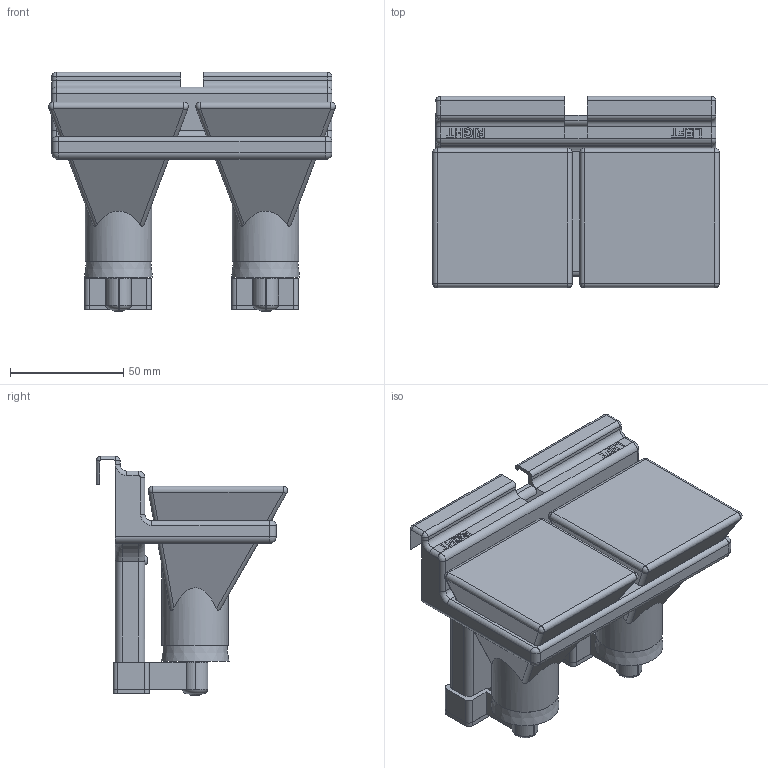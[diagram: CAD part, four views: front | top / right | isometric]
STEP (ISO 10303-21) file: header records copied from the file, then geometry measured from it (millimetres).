
FILE_DESCRIPTION(('HOOPS Exchange Step'),'2;1');
FILE_NAME('temp_export','2022-12-15T16:14:25-05:00',('nick_petersen'),('Shapr3D Limited'),'HOOPS Exchange 2022.1','Shapr3D','Authorized');
FILE_SCHEMA( ('AUTOMOTIVE_DESIGN { 1 0 10303 214 1 1 1 1 }') );
Length unit declared in the file: millimetre
Products named in the file (10): spouts; stoppers; Non-printed components; clips; Text - LEFT/RIGHT; main body; bottles; LIQ HD - Final; LIQ HD - Full model.step; root
Assembly tree (9 placements, depth 5):
  root
    LIQ HD - Full model.step
      LIQ HD - Final
        Non-printed components
          spouts
          stoppers
        clips
        main body
          Text - LEFT/RIGHT
        bottles
Bounding box: 126.5 x 84.46 x 105.64 mm (x, y, z)
Volume: 163581.5 mm3; surface area: 121643.5 mm2
Topology: 20 solids, 20 shells, 598 faces, 1534 edges, 970 vertices
Faces by surface type: plane 379, cylinder 137, sphere 30, torus 28, bspline 20, cone 4
Full cylindrical faces by diameter (mm): 4 x4, 5 x4, 8.4 x4, 26.6 x2, 27 x2, 29.4 x2
Entity records: 22600 total; most frequent: CARTESIAN_POINT 8080, ORIENTED_EDGE 3028, DIRECTION 2848, EDGE_CURVE 1514, VECTOR 1060, LINE 1060, VERTEX_POINT 970, AXIS2_PLACEMENT_3D 894
